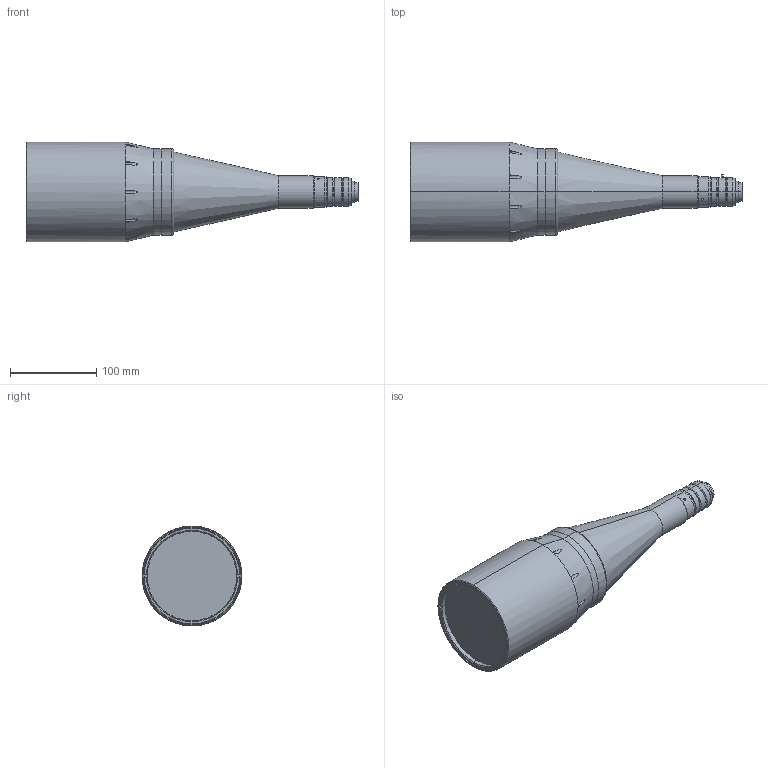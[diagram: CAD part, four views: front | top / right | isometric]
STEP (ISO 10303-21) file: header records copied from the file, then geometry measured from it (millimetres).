
FILE_DESCRIPTION (( 'STEP AP203' ), '1' );
FILE_NAME ('20951-0-A-PCXX030XS.STEP', '2013-09-14T17:00:13', ( 'user' ), ( '' ), 'SwSTEP 2.0', 'SolidWorks 2013', '' );
FILE_SCHEMA (( 'CONFIG_CONTROL_DESIGN' ));
Length unit declared in the file: millimetre
Products named in the file (1): 20951-0-A-PCXX030XS
Bounding box: 385.6 x 116 x 116 mm (x, y, z)
Surface area: 122800.1 mm2 (no closed solid volume)
Topology: 0 solids, 10 shells, 145 faces, 358 edges, 225 vertices
Faces by surface type: cylinder 68, plane 52, cone 23, torus 2
Entity records: 4999 total; most frequent: CARTESIAN_POINT 1491, DIRECTION 757, ORIENTED_EDGE 668, EDGE_CURVE 358, AXIS2_PLACEMENT_3D 311, VERTEX_POINT 225, CIRCLE 165, EDGE_LOOP 158
